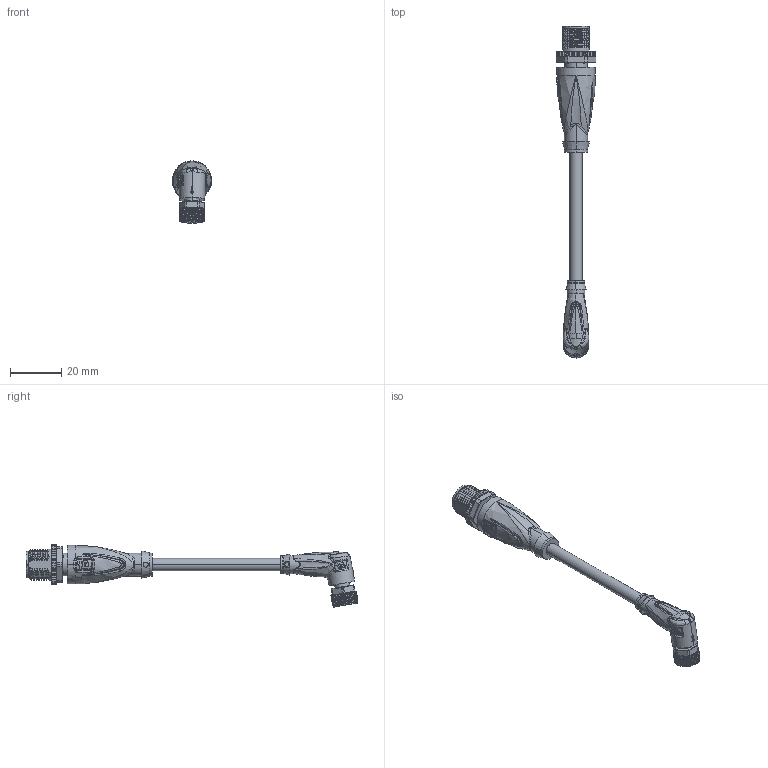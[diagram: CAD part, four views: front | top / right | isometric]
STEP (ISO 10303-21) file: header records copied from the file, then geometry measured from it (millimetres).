
FILE_DESCRIPTION(('STEP AP214'),'1');
FILE_NAME('cctmp_B7E9FEF5-34E7-494C-8384-347B74C61FEE_2022_04_27_10_36_22_0596..stp','2022-04-27T08:36:33',('KiM GmbH'),('CADClick - www.CADClick.com'),'Spatial InterOp 3D postprocessed',' ','unknown authorization');
FILE_SCHEMA(('AUTOMOTIVE_DESIGN'));
Length unit declared in the file: millimetre
Products named in the file (10): Connection2; Connection2_2; Connection2_1; T193116_1; Cable; Connection1; Connection1_3; Connection1_2; Connection1_1; T193116
Assembly tree (9 placements, depth 4):
  T193116
    T193116_1
      Connection2
        Connection2_2
        Connection2_1
      Cable
      Connection1
        Connection1_3
        Connection1_2
        Connection1_1
Bounding box: 15.4 x 129.18 x 24.25 mm (x, y, z)
Volume: 9092.7 mm3; surface area: 7433.7 mm2
Topology: 11 solids, 13 shells, 2012 faces, 5277 edges, 3317 vertices
Faces by surface type: plane 880, cylinder 371, torus 297, bspline 296, cone 142, extrusion 16, sphere 10
Entity records: 135153 total; most frequent: CARTESIAN_POINT 77394, ORIENTED_EDGE 10488, DIRECTION 9017, EDGE_CURVE 5248, VERTEX_POINT 3317, AXIS2_PLACEMENT_3D 3238, STYLED_ITEM 3100, PRESENTATION_STYLE_ASSIGNMENT 3100
